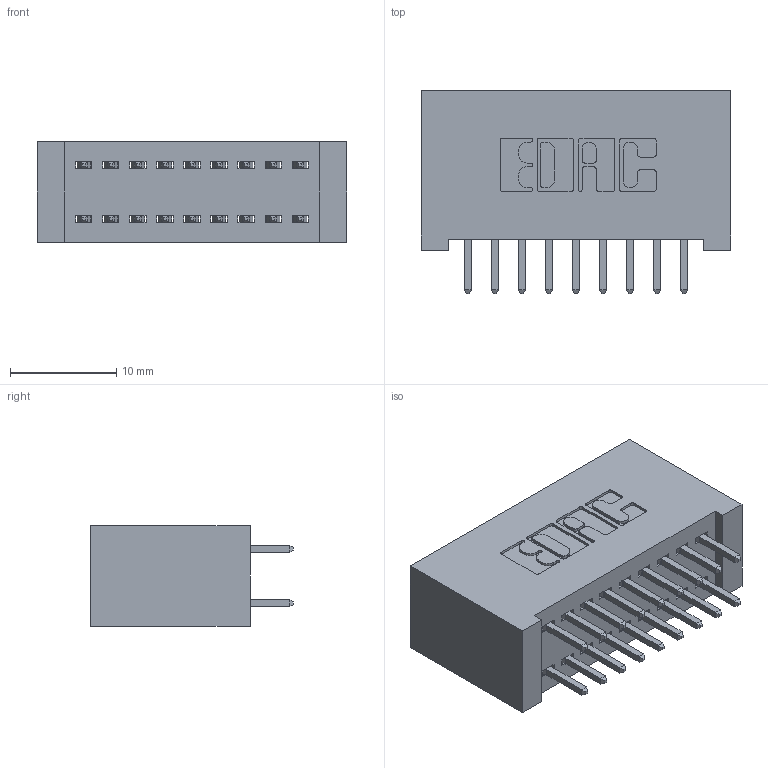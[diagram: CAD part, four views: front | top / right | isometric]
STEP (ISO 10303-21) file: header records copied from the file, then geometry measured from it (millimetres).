
FILE_DESCRIPTION (( 'STEP AP203' ), '1' );
FILE_NAME ('392-018-521-201.STEP', '2019-10-07T03:56:02', ( '' ), ( '' ), 'SwSTEP 2.0', 'SolidWorks 2016', '' );
FILE_SCHEMA (( 'CONFIG_CONTROL_DESIGN' ));
Length unit declared in the file: inch
Products named in the file (3): 342 Part_Lugless; 345-292-001_345-293-121; 392-018-521-201
Assembly tree (19 placements, depth 2):
  392-018-521-201
    342 Part_Lugless
    345-292-001_345-293-121  x18
Bounding box: 29.11 x 19.06 x 9.4 mm (x, y, z)
Volume: 2891.3 mm3; surface area: 4289.7 mm2
Topology: 19 solids, 19 shells, 1038 faces, 3065 edges, 2018 vertices
Faces by surface type: plane 710, cylinder 328
Entity records: 9667 total; most frequent: CARTESIAN_POINT 1638, ORIENTED_EDGE 1574, DIRECTION 1451, EDGE_CURVE 787, VECTOR 667, LINE 667, VERTEX_POINT 522, AXIS2_PLACEMENT_3D 392
